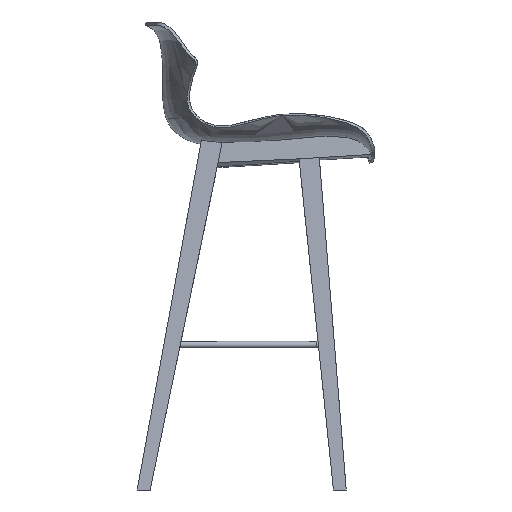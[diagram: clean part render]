
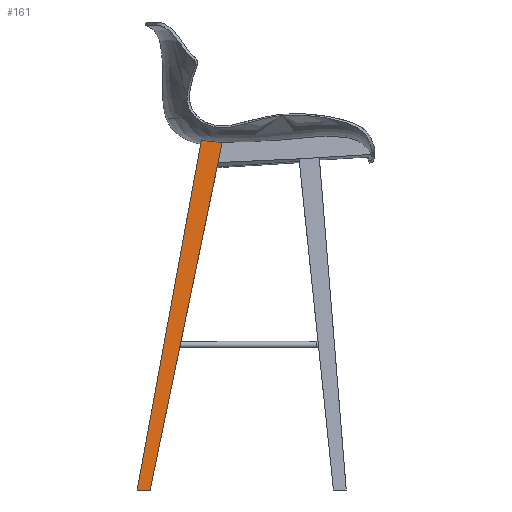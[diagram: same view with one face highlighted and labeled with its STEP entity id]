
A CAD part, left-side view. The second image highlights one B-rep face of the part: STEP entity #161.
In plain terms, the highlighted planar face has unit normal (-0.997, -0.013, 0.072).
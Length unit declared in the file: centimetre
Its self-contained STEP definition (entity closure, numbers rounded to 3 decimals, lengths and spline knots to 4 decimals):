
#161=ADVANCED_FACE('',(#291),#1905,.T.);
#291=FACE_OUTER_BOUND('',#421,.T.);
#421=EDGE_LOOP('',(#623,#624,#625,#626,#627));
#623=ORIENTED_EDGE('',*,*,#1147,.F.);
#624=ORIENTED_EDGE('',*,*,#1151,.T.);
#625=ORIENTED_EDGE('',*,*,#1157,.T.);
#626=ORIENTED_EDGE('',*,*,#1149,.F.);
#627=ORIENTED_EDGE('',*,*,#1139,.F.);
#1139=EDGE_CURVE('',#1702,#1703,#1460,.T.);
#1147=EDGE_CURVE('',#1708,#1702,#1468,.T.);
#1149=EDGE_CURVE('',#1703,#1710,#1470,.T.);
#1151=EDGE_CURVE('',#1708,#1712,#1472,.T.);
#1157=EDGE_CURVE('',#1712,#1710,#1477,.T.);
#1460=B_SPLINE_CURVE_WITH_KNOTS('',3,(#19949,#19950,#19951,#19952),
 .UNSPECIFIED.,.F.,.F.,(4,4),(17.1477,44.7398),
 .UNSPECIFIED.);
#1468=B_SPLINE_CURVE_WITH_KNOTS('',1,(#20007,#20008),.UNSPECIFIED.,.F.,
 .F.,(2,2),(-760.1901,-6.0748),.UNSPECIFIED.);
#1470=B_SPLINE_CURVE_WITH_KNOTS('',1,(#20019,#20020),.UNSPECIFIED.,.F.,
 .F.,(2,2),(-758.9235,-2.4445),.UNSPECIFIED.);
#1472=B_SPLINE_CURVE_WITH_KNOTS('',1,(#20039,#20040),.UNSPECIFIED.,.F.,
 .F.,(2,2),(0.,0.),.UNSPECIFIED.);
#1477=B_SPLINE_CURVE_WITH_KNOTS('',3,(#20096,#20097,#20098,#20099,#20100,
#20101,#20102,#20103,#20104,#20105,#20106,#20107,#20108,#20109,#20110,#20111,
#20112,#20113,#20114,#20115,#20116,#20117,#20118,#20119,#20120,#20121,#20122,
#20123,#20124,#20125,#20126,#20127,#20128,#20129,#20130,#20131,#20132,#20133,
#20134,#20135),.UNSPECIFIED.,.F.,.F.,(4,2,2,2,2,2,2,2,2,3,3,2,3,3,3,3,4),
(0.,1.6143,5.2182,7.0174,
8.8151,12.4106,16.0088,19.6198,23.2577,
26.9359,30.6379,32.492,34.3923,36.3412,
38.3459,42.426,44.1805),.UNSPECIFIED.);
#1702=VERTEX_POINT('',#19907);
#1703=VERTEX_POINT('',#19908);
#1708=VERTEX_POINT('',#19913);
#1710=VERTEX_POINT('',#19915);
#1712=VERTEX_POINT('',#19917);
#1905=PLANE('',#2045);
#2045=AXIS2_PLACEMENT_3D('',#11236,#2144,$);
#2144=DIRECTION('',(-0.997,-0.013,0.072));
#11236=CARTESIAN_POINT('',(-14.4175,25.7855,43.6437));
#19907=CARTESIAN_POINT('',(-19.9381,36.6978,-30.8));
#19908=CARTESIAN_POINT('',(-19.9747,39.4568,-30.8));
#19913=CARTESIAN_POINT('',(-14.4175,21.4578,42.8489));
#19915=CARTESIAN_POINT('',(-14.4354,25.8295,43.4039));
#19917=CARTESIAN_POINT('',(-14.4175,21.4578,42.8489));
#19949=CARTESIAN_POINT('',(-19.9381,36.6978,-30.8));
#19950=CARTESIAN_POINT('',(-19.9503,37.6175,-30.8));
#19951=CARTESIAN_POINT('',(-19.9625,38.5372,-30.8));
#19952=CARTESIAN_POINT('',(-19.9747,39.4568,-30.8));
#20007=CARTESIAN_POINT('',(-14.4175,21.4578,42.8489));
#20008=CARTESIAN_POINT('',(-19.9381,36.6978,-30.8));
#20019=CARTESIAN_POINT('',(-19.9747,39.4568,-30.8));
#20020=CARTESIAN_POINT('',(-14.4354,25.8295,43.4039));
#20039=CARTESIAN_POINT('',(-14.4175,21.4578,42.8489));
#20040=CARTESIAN_POINT('',(-14.4175,21.4578,42.8489));
#20096=CARTESIAN_POINT('',(-14.4175,21.4578,42.8489));
#20097=CARTESIAN_POINT('',(-14.418,21.5116,42.8521));
#20098=CARTESIAN_POINT('',(-14.4184,21.5653,42.8553));
#20099=CARTESIAN_POINT('',(-14.42,21.7389,42.8659));
#20100=CARTESIAN_POINT('',(-14.421,21.8587,42.8736));
#20101=CARTESIAN_POINT('',(-14.4225,22.0384,42.8857));
#20102=CARTESIAN_POINT('',(-14.423,22.0983,42.8898));
#20103=CARTESIAN_POINT('',(-14.424,22.2179,42.8981));
#20104=CARTESIAN_POINT('',(-14.4245,22.2776,42.9024));
#20105=CARTESIAN_POINT('',(-14.4259,22.457,42.9153));
#20106=CARTESIAN_POINT('',(-14.4269,22.5765,42.9241));
#20107=CARTESIAN_POINT('',(-14.4287,22.8155,42.9425));
#20108=CARTESIAN_POINT('',(-14.4296,22.9351,42.9519));
#20109=CARTESIAN_POINT('',(-14.4314,23.1746,42.9715));
#20110=CARTESIAN_POINT('',(-14.4323,23.2945,42.9817));
#20111=CARTESIAN_POINT('',(-14.4339,23.5352,43.0031));
#20112=CARTESIAN_POINT('',(-14.4347,23.656,43.0144));
#20113=CARTESIAN_POINT('',(-14.4361,23.8986,43.0387));
#20114=CARTESIAN_POINT('',(-14.4368,24.0205,43.0518));
#20115=CARTESIAN_POINT('',(-14.4374,24.1423,43.0662));
#20116=CARTESIAN_POINT('',(-14.438,24.2648,43.0806));
#20117=CARTESIAN_POINT('',(-14.4385,24.3873,43.0961));
#20118=CARTESIAN_POINT('',(-14.4389,24.5095,43.113));
#20119=CARTESIAN_POINT('',(-14.4391,24.5707,43.1215));
#20120=CARTESIAN_POINT('',(-14.4393,24.6319,43.1302));
#20121=CARTESIAN_POINT('',(-14.4396,24.7557,43.1487));
#20122=CARTESIAN_POINT('',(-14.4397,24.8182,43.1584));
#20123=CARTESIAN_POINT('',(-14.4398,24.8807,43.1689));
#20124=CARTESIAN_POINT('',(-14.4398,24.9448,43.1796));
#20125=CARTESIAN_POINT('',(-14.4399,25.0087,43.191));
#20126=CARTESIAN_POINT('',(-14.4398,25.0725,43.2032));
#20127=CARTESIAN_POINT('',(-14.4398,25.138,43.2158));
#20128=CARTESIAN_POINT('',(-14.4397,25.2037,43.2295));
#20129=CARTESIAN_POINT('',(-14.4395,25.2688,43.2442));
#20130=CARTESIAN_POINT('',(-14.4391,25.4014,43.2743));
#20131=CARTESIAN_POINT('',(-14.4383,25.5329,43.3091));
#20132=CARTESIAN_POINT('',(-14.4371,25.6628,43.3492));
#20133=CARTESIAN_POINT('',(-14.4366,25.7186,43.3664));
#20134=CARTESIAN_POINT('',(-14.436,25.7743,43.3847));
#20135=CARTESIAN_POINT('',(-14.4354,25.8295,43.4039));
